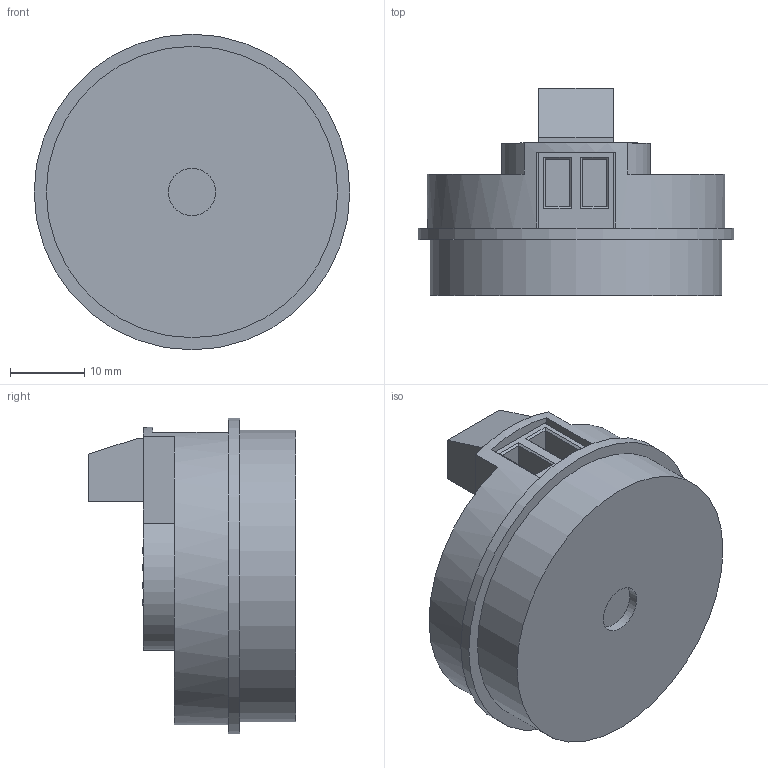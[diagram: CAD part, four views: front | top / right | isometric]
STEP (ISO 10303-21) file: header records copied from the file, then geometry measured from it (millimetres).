
FILE_DESCRIPTION(/* description */ (''),/* implementation_level */ '2;1');
FILE_NAME(/* name */ 'Hall Effect Encoder for PG Gearboxes.ipt.stp',/* time_stamp */ '2016-01-07T16:43:43-08:00',/* author */ ('PhillipD'),/* organization */ (''),/* preprocessor_version */ 'ST-DEVELOPER v16.1',/* originating_system */ 'Autodesk Inventor 2016',/* authorisation */ '');
FILE_SCHEMA (('AUTOMOTIVE_DESIGN { 1 0 10303 214 3 1 1 }'));
Length unit declared in the file: inch
Products named in the file (1): Hall Effect Encoder for PG Gearboxes
Bounding box: 42.44 x 27.83 x 42.44 mm (x, y, z)
Volume: 21621.3 mm3; surface area: 6868.6 mm2
Topology: 1 solids, 1 shells, 276 faces, 728 edges, 481 vertices
Faces by surface type: plane 168, bspline 101, cylinder 7
Full cylindrical faces by diameter (mm): 3.175 x2, 6.35 x1, 39.167 x1, 40.005 x1, 42.443 x1
Entity records: 14169 total; most frequent: CARTESIAN_POINT 7743, ORIENTED_EDGE 1438, DIRECTION 887, EDGE_CURVE 719, LINE 499, VECTOR 499, VERTEX_POINT 478, EDGE_LOOP 315
